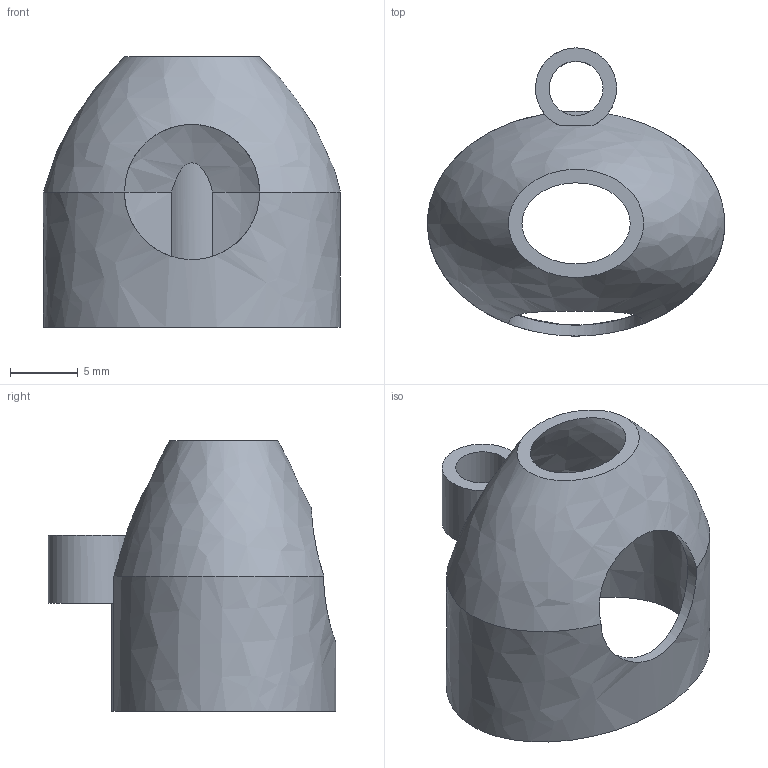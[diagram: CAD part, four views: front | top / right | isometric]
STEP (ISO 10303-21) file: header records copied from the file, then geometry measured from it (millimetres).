
FILE_DESCRIPTION(/* description */ (''),/* implementation_level */ '2;1');
FILE_NAME(/* name */ 'Finger Tip.step',/* time_stamp */ '2024-03-23T17:35:15-04:00',/* author */ (''),/* organization */ (''),/* preprocessor_version */ 'ST-DEVELOPER v20',/* originating_system */ 'Autodesk Translation Framework v12.20.1.177',/* authorisation */ '');
FILE_SCHEMA (('AUTOMOTIVE_DESIGN { 1 0 10303 214 3 1 1 }'));
Length unit declared in the file: millimetre
Products named in the file (3): Haptic_Hands_v296; Finger Tip; RegularTip
Assembly tree (2 placements, depth 3):
  Haptic_Hands_v296
    Finger Tip
      RegularTip
Bounding box: 21.99 x 21.31 x 20 mm (x, y, z)
Volume: 882.2 mm3; surface area: 2243.2 mm2
Topology: 1 solids, 1 shells, 16 faces, 45 edges, 28 vertices
Faces by surface type: bspline 6, plane 6, cylinder 4
Full cylindrical faces by diameter (mm): 4 x1, 10 x1
Entity records: 1028 total; most frequent: CARTESIAN_POINT 573, ORIENTED_EDGE 90, DIRECTION 74, EDGE_CURVE 45, AXIS2_PLACEMENT_3D 29, VERTEX_POINT 28, EDGE_LOOP 19, FACE_OUTER_BOUND 16
